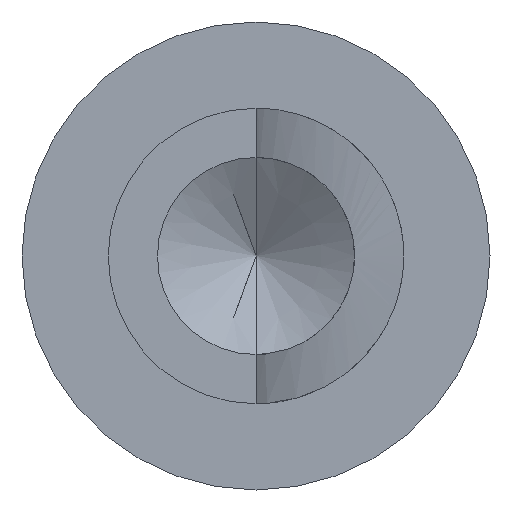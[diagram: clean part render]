
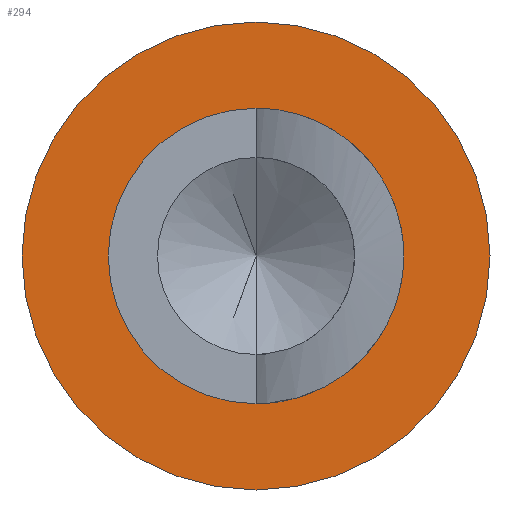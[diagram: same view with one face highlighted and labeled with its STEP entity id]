
A CAD part, front view. The second image highlights one B-rep face of the part: STEP entity #294.
In plain terms, the highlighted planar face has unit normal (0, -1, 0).
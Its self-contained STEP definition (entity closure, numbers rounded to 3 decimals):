
#32 = AXIS2_PLACEMENT_3D ( 'NONE', #466, #885, #199 ) ;
#49 = ORIENTED_EDGE ( 'NONE', *, *, #181, .F. ) ;
#111 = DIRECTION ( 'NONE',  ( 1., 0., 0. ) ) ;
#115 = DIRECTION ( 'NONE',  ( 0., 1., 0. ) ) ;
#165 = CIRCLE ( 'NONE', #403, 0.95 ) ;
#166 = VERTEX_POINT ( 'NONE', #859 ) ;
#171 = VERTEX_POINT ( 'NONE', #726 ) ;
#181 = EDGE_CURVE ( 'NONE', #166, #327, #510, .T. ) ;
#199 = DIRECTION ( 'NONE',  ( -1., 0., 0. ) ) ;
#218 = AXIS2_PLACEMENT_3D ( 'NONE', #374, #580, #301 ) ;
#236 = PLANE ( 'NONE',  #829 ) ;
#294 = ADVANCED_FACE ( 'NONE', ( #313, #564 ), #236, .T. ) ;
#301 = DIRECTION ( 'NONE',  ( -1., 0., 0. ) ) ;
#313 = FACE_BOUND ( 'NONE', #796, .T. ) ;
#321 = CARTESIAN_POINT ( 'NONE',  ( 0., -4.5, 0. ) ) ;
#323 = CIRCLE ( 'NONE', #358, 0.6 ) ;
#327 = VERTEX_POINT ( 'NONE', #388 ) ;
#339 = ORIENTED_EDGE ( 'NONE', *, *, #554, .F. ) ;
#347 = VERTEX_POINT ( 'NONE', #383 ) ;
#358 = AXIS2_PLACEMENT_3D ( 'NONE', #321, #661, #521 ) ;
#374 = CARTESIAN_POINT ( 'NONE',  ( 0., -4.5, 0. ) ) ;
#383 = CARTESIAN_POINT ( 'NONE',  ( -0.6, -4.5, 0. ) ) ;
#388 = CARTESIAN_POINT ( 'NONE',  ( 0.95, -4.5, 0. ) ) ;
#403 = AXIS2_PLACEMENT_3D ( 'NONE', #877, #115, #799 ) ;
#422 = EDGE_CURVE ( 'NONE', #347, #171, #578, .T. ) ;
#463 = ORIENTED_EDGE ( 'NONE', *, *, #422, .T. ) ;
#466 = CARTESIAN_POINT ( 'NONE',  ( 0., -4.5, 0. ) ) ;
#498 = EDGE_CURVE ( 'NONE', #171, #347, #323, .T. ) ;
#510 = CIRCLE ( 'NONE', #218, 0.95 ) ;
#521 = DIRECTION ( 'NONE',  ( -1., 0., 0. ) ) ;
#554 = EDGE_CURVE ( 'NONE', #327, #166, #165, .T. ) ;
#564 = FACE_OUTER_BOUND ( 'NONE', #642, .T. ) ;
#578 = CIRCLE ( 'NONE', #32, 0.6 ) ;
#580 = DIRECTION ( 'NONE',  ( 0., 1., 0. ) ) ;
#583 = DIRECTION ( 'NONE',  ( 0., -1., 0. ) ) ;
#642 = EDGE_LOOP ( 'NONE', ( #49, #339 ) ) ;
#661 = DIRECTION ( 'NONE',  ( 0., 1., 0. ) ) ;
#699 = ORIENTED_EDGE ( 'NONE', *, *, #498, .T. ) ;
#726 = CARTESIAN_POINT ( 'NONE',  ( 0.6, -4.5, 0. ) ) ;
#796 = EDGE_LOOP ( 'NONE', ( #463, #699 ) ) ;
#799 = DIRECTION ( 'NONE',  ( -1., 0., 0. ) ) ;
#829 = AXIS2_PLACEMENT_3D ( 'NONE', #847, #583, #111 ) ;
#847 = CARTESIAN_POINT ( 'NONE',  ( -0.6, -4.5, 0. ) ) ;
#859 = CARTESIAN_POINT ( 'NONE',  ( -0.95, -4.5, 0. ) ) ;
#877 = CARTESIAN_POINT ( 'NONE',  ( 0., -4.5, 0. ) ) ;
#885 = DIRECTION ( 'NONE',  ( 0., 1., 0. ) ) ;
